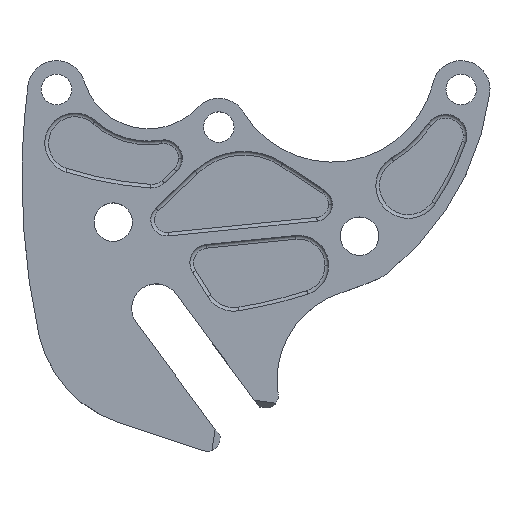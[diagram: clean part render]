
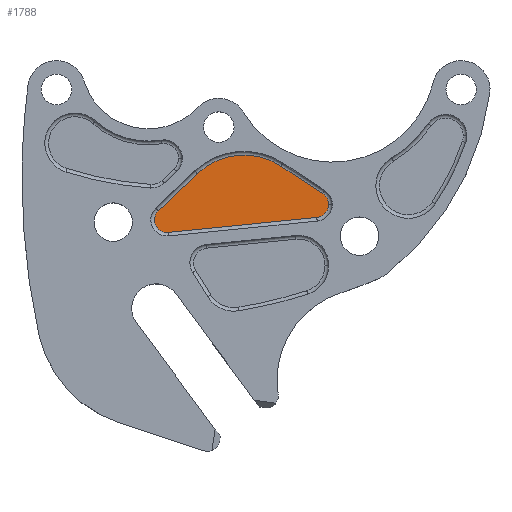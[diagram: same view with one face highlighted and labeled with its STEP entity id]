
A CAD part, top view. The second image highlights one B-rep face of the part: STEP entity #1788.
In plain terms, the highlighted planar face has unit normal (0, 0, 1).
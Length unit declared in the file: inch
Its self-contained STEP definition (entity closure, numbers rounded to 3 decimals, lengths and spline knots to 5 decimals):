
#41 = PLANE ( 'NONE',  #2370 ) ;
#76 = EDGE_CURVE ( 'NONE', #2627, #2251, #1913, .T. ) ;
#91 = DIRECTION ( 'NONE',  ( 0., 0., 1. ) ) ;
#119 = FACE_OUTER_BOUND ( 'NONE', #2347, .T. ) ;
#240 = CIRCLE ( 'NONE', #1495, 0.10743 ) ;
#338 = CARTESIAN_POINT ( 'NONE',  ( 2.51095, -5.23797, 0.165 ) ) ;
#368 = DIRECTION ( 'NONE',  ( 1., 0., 0. ) ) ;
#373 = DIRECTION ( 'NONE',  ( -0.724, -0.69, 0. ) ) ;
#412 = ORIENTED_EDGE ( 'NONE', *, *, #2647, .T. ) ;
#451 = VERTEX_POINT ( 'NONE', #2059 ) ;
#458 = DIRECTION ( 'NONE',  ( 0.995, 0.099, 0. ) ) ;
#545 = CARTESIAN_POINT ( 'NONE',  ( 2.45209, -5.32783, 0.165 ) ) ;
#594 = VECTOR ( 'NONE', #458, 39.37008 ) ;
#598 = CARTESIAN_POINT ( 'NONE',  ( 2.46277, -5.43473, 0.165 ) ) ;
#604 = ORIENTED_EDGE ( 'NONE', *, *, #1983, .T. ) ;
#610 = ORIENTED_EDGE ( 'NONE', *, *, #2508, .T. ) ;
#675 = ORIENTED_EDGE ( 'NONE', *, *, #1838, .T. ) ;
#798 = LINE ( 'NONE', #1051, #2576 ) ;
#883 = CARTESIAN_POINT ( 'NONE',  ( 1.16585, -5.3806, 0.165 ) ) ;
#893 = DIRECTION ( 'NONE',  ( 1., 0., 0. ) ) ;
#978 = ORIENTED_EDGE ( 'NONE', *, *, #2238, .T. ) ;
#989 = CARTESIAN_POINT ( 'NONE',  ( 1.86628, -5.47517, 0.165 ) ) ;
#1028 = VERTEX_POINT ( 'NONE', #2074 ) ;
#1051 = CARTESIAN_POINT ( 'NONE',  ( 1.86626, -4.71311, 0.165 ) ) ;
#1123 = CARTESIAN_POINT ( 'NONE',  ( 2.45209, -5.32783, 0.165 ) ) ;
#1125 = CARTESIAN_POINT ( 'NONE',  ( 2.45209, -5.32783, 0.165 ) ) ;
#1226 = DIRECTION ( 'NONE',  ( 1., 0., 0. ) ) ;
#1257 = CARTESIAN_POINT ( 'NONE',  ( 1.24652, -5.55627, 0.165 ) ) ;
#1291 = DIRECTION ( 'NONE',  ( 1., 0., 0. ) ) ;
#1343 = VERTEX_POINT ( 'NONE', #2693 ) ;
#1388 = CARTESIAN_POINT ( 'NONE',  ( 2.16857, -5.01369, 0.165 ) ) ;
#1437 = AXIS2_PLACEMENT_3D ( 'NONE', #989, #2604, #1226 ) ;
#1484 = DIRECTION ( 'NONE',  ( 0., 0., 1. ) ) ;
#1495 = AXIS2_PLACEMENT_3D ( 'NONE', #1123, #91, #368 ) ;
#1536 = EDGE_CURVE ( 'NONE', #2251, #1028, #240, .T. ) ;
#1544 = CARTESIAN_POINT ( 'NONE',  ( 1.23636, -5.45458, 0.165 ) ) ;
#1628 = CARTESIAN_POINT ( 'NONE',  ( 2.46277, -5.43473, 0.165 ) ) ;
#1692 = AXIS2_PLACEMENT_3D ( 'NONE', #1544, #2898, #1291 ) ;
#1712 = DIRECTION ( 'NONE',  ( 1., 0., 0. ) ) ;
#1788 = ADVANCED_FACE ( 'NONE', ( #119 ), #41, .T. ) ;
#1838 = EDGE_CURVE ( 'NONE', #1028, #451, #2376, .T. ) ;
#1871 = VERTEX_POINT ( 'NONE', #883 ) ;
#1887 = CIRCLE ( 'NONE', #1437, 0.55168 ) ;
#1913 = LINE ( 'NONE', #1628, #594 ) ;
#1983 = EDGE_CURVE ( 'NONE', #1871, #2627, #2669, .T. ) ;
#2059 = CARTESIAN_POINT ( 'NONE',  ( 2.51095, -5.23797, 0.165 ) ) ;
#2074 = CARTESIAN_POINT ( 'NONE',  ( 2.55952, -5.32783, 0.165 ) ) ;
#2199 = VECTOR ( 'NONE', #2424, 39.37008 ) ;
#2238 = EDGE_CURVE ( 'NONE', #1343, #1871, #798, .T. ) ;
#2251 = VERTEX_POINT ( 'NONE', #598 ) ;
#2347 = EDGE_LOOP ( 'NONE', ( #978, #604, #2531, #2850, #675, #412, #610 ) ) ;
#2370 = AXIS2_PLACEMENT_3D ( 'NONE', #545, #1484, #1712 ) ;
#2376 = CIRCLE ( 'NONE', #2975, 0.10743 ) ;
#2424 = DIRECTION ( 'NONE',  ( -0.837, 0.548, 0. ) ) ;
#2508 = EDGE_CURVE ( 'NONE', #2819, #1343, #1887, .T. ) ;
#2509 = DIRECTION ( 'NONE',  ( 0., 0., 1. ) ) ;
#2531 = ORIENTED_EDGE ( 'NONE', *, *, #76, .T. ) ;
#2576 = VECTOR ( 'NONE', #373, 39.37008 ) ;
#2604 = DIRECTION ( 'NONE',  ( 0., 0., 1. ) ) ;
#2627 = VERTEX_POINT ( 'NONE', #1257 ) ;
#2647 = EDGE_CURVE ( 'NONE', #451, #2819, #2807, .T. ) ;
#2669 = CIRCLE ( 'NONE', #1692, 0.1022 ) ;
#2693 = CARTESIAN_POINT ( 'NONE',  ( 1.48568, -5.0758, 0.165 ) ) ;
#2807 = LINE ( 'NONE', #338, #2199 ) ;
#2819 = VERTEX_POINT ( 'NONE', #1388 ) ;
#2850 = ORIENTED_EDGE ( 'NONE', *, *, #1536, .T. ) ;
#2898 = DIRECTION ( 'NONE',  ( 0., 0., 1. ) ) ;
#2975 = AXIS2_PLACEMENT_3D ( 'NONE', #1125, #2509, #893 ) ;
